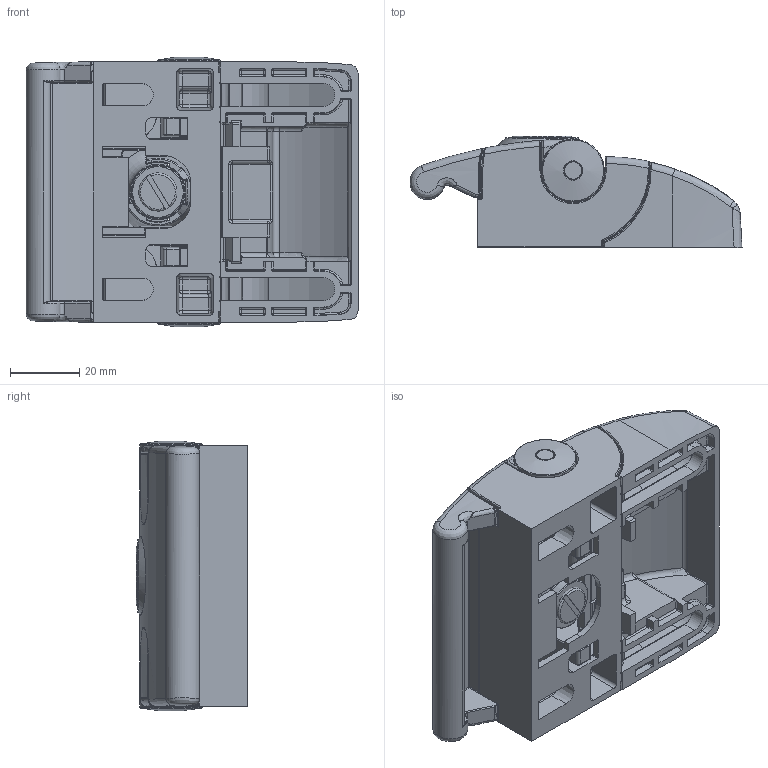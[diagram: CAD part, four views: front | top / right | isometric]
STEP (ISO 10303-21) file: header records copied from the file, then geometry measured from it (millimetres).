
FILE_DESCRIPTION(/* description */ (''),/* implementation_level */ '2;1');
FILE_NAME(/* name */ '13477_KriTec_Fallenverschluss_Mini_verschiedenschliessend_verschraubbar_von_vorne_.stp',/* time_stamp */ '2018-02-22T10:00:36+01:00',/* author */ ('kostic'),/* organization */ (''),/* preprocessor_version */ 'ST-DEVELOPER v16.1',/* originating_system */ 'Autodesk Inventor 2016',/* authorisation */ '');
FILE_SCHEMA (('AUTOMOTIVE_DESIGN { 1 0 10303 214 3 1 1 }'));
Products named in the file (10): 0957408R01_standard arme verlngert; 0957408R02_Standard; 0957408R03_standard gespiegelt muss sein ; 0957408R04_Standard; 0957408R16_Standard; 0957401r16_Standard; 0957401r14_0957401R14; 0957408R07_Standard; 0957408R08_Standard; 13477_KriTec_Fallenverschluss_Mini_verschiedenschliessend_verschraubb
ar_von_vorne
Assembly tree (12 placements, depth 2):
  13477_KriTec_Fallenverschluss_Mini_verschiedenschliessend_verschraubb
ar_von_vorne
    0957408R01_standard arme verlngert
    0957408R02_Standard
    0957408R03_standard gespiegelt muss sein 
    0957408R04_Standard
    0957408R16_Standard  x2
    0957401r16_Standard
    0957401r14_0957401R14
    0957408R07_Standard  x2
    0957408R08_Standard  x2
Bounding box: 95.68 x 32.13 x 77.81 mm (x, y, z)
Volume: 70332.6 mm3; surface area: 58090.4 mm2
Topology: 12 solids, 12 shells, 2798 faces, 7101 edges, 4113 vertices
Faces by surface type: cylinder 926, plane 915, bspline 547, torus 230, sphere 159, cone 21
Full cylindrical faces by diameter (mm): 1.7 x2, 4.5 x1, 5 x9, 6 x1, 11 x1, 11.9 x1, 13 x1, 15 x1, 16 x1, 17 x1, 18 x2
Entity records: 91128 total; most frequent: CARTESIAN_POINT 34958, ORIENTED_EDGE 11864, DIRECTION 11511, EDGE_CURVE 5932, AXIS2_PLACEMENT_3D 4499, VERTEX_POINT 3519, EDGE_LOOP 2551, LINE 2513
